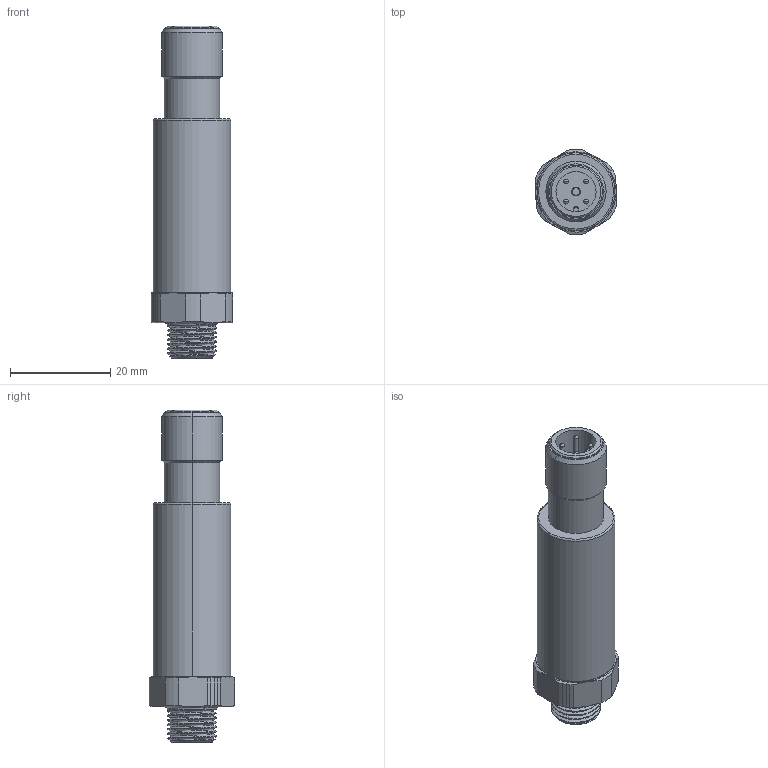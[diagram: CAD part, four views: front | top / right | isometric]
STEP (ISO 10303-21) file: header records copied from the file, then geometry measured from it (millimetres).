
FILE_DESCRIPTION(/* description */ ('Alibre Inc.'),/* implementation_level */ '2;1');
FILE_NAME(/* name */ 'export0',/* time_stamp */ '2018-07-06T09:27:25+02:00',/* author */ (''),/* organization */ (''),/* preprocessor_version */ 'ST-DEVELOPER v17',/* originating_system */ 'Alibre',/* authorisation */ '');
FILE_SCHEMA (('CONFIG_CONTROL_DESIGN'));
Length unit declared in the file: millimetre
Products named in the file (2): ID_1; ID_2
Bounding box: 16.15 x 16.99 x 66.1 mm (x, y, z)
Volume: 3882.8 mm3; surface area: 7255.3 mm2
Topology: 2 solids, 2 shells, 260 faces, 653 edges, 402 vertices
Faces by surface type: cylinder 106, plane 84, cone 33, bspline 18, torus 11, sphere 8
Entity records: 12144 total; most frequent: CARTESIAN_POINT 5924, ORIENTED_EDGE 1294, DIRECTION 1200, EDGE_CURVE 641, AXIS2_PLACEMENT_3D 502, VERTEX_POINT 398, EDGE_LOOP 289, FACE_BOUND 289
